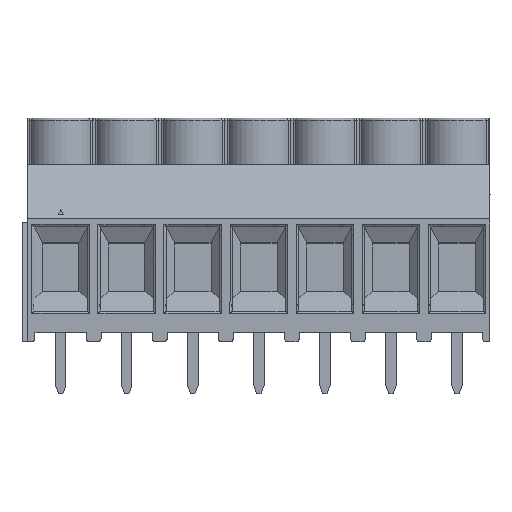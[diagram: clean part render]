
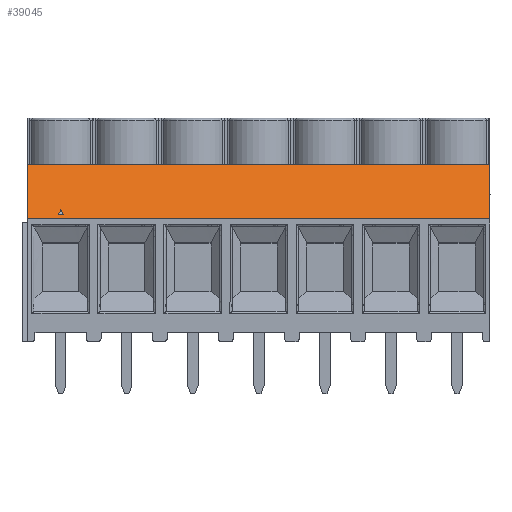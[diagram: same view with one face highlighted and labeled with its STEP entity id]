
A CAD part, top view. The second image highlights one B-rep face of the part: STEP entity #39045.
In plain terms, the highlighted planar face has unit normal (0, 0.454, 0.891).
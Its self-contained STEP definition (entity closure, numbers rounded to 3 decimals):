
#588 = ORIENTED_EDGE ( 'NONE', *, *, #21174, .F. ) ;
#1361 = LINE ( 'NONE', #2018, #2545 ) ;
#1928 = VERTEX_POINT ( 'NONE', #30588 ) ;
#2018 = CARTESIAN_POINT ( 'NONE',  ( 0., 17., 9.5 ) ) ;
#2030 = CARTESIAN_POINT ( 'NONE',  ( 3.175, 12.691, 11.696 ) ) ;
#2303 = ORIENTED_EDGE ( 'NONE', *, *, #15545, .F. ) ;
#2545 = VECTOR ( 'NONE', #27473, 1000. ) ;
#2675 = DIRECTION ( 'NONE',  ( -0.447, 0.797, -0.406 ) ) ;
#3413 = EDGE_CURVE ( 'NONE', #3612, #40076, #22499, .T. ) ;
#3418 = CARTESIAN_POINT ( 'NONE',  ( 2.925, 12.245, 11.923 ) ) ;
#3612 = VERTEX_POINT ( 'NONE', #9067 ) ;
#3728 = DIRECTION ( 'NONE',  ( 0., -0.454, -0.891 ) ) ;
#3789 = EDGE_CURVE ( 'NONE', #40076, #15347, #1361, .T. ) ;
#4336 = VECTOR ( 'NONE', #13367, 1000. ) ;
#5775 = VERTEX_POINT ( 'NONE', #13342 ) ;
#6344 = DIRECTION ( 'NONE',  ( -1., 0., 0. ) ) ;
#8353 = VERTEX_POINT ( 'NONE', #33563 ) ;
#9022 = DIRECTION ( 'NONE',  ( -0.447, -0.797, 0.406 ) ) ;
#9067 = CARTESIAN_POINT ( 'NONE',  ( 44.45, 17., 9.5 ) ) ;
#9789 = VECTOR ( 'NONE', #9022, 1000. ) ;
#10402 = DIRECTION ( 'NONE',  ( -1., 0., 0. ) ) ;
#12027 = VECTOR ( 'NONE', #22206, 1000. ) ;
#12632 = CARTESIAN_POINT ( 'NONE',  ( 0., 17., 9.5 ) ) ;
#13342 = CARTESIAN_POINT ( 'NONE',  ( 3.175, 12.691, 11.696 ) ) ;
#13367 = DIRECTION ( 'NONE',  ( 1., 0., 0. ) ) ;
#13867 = FACE_OUTER_BOUND ( 'NONE', #33028, .T. ) ;
#15347 = VERTEX_POINT ( 'NONE', #26314 ) ;
#15545 = EDGE_CURVE ( 'NONE', #3612, #37042, #15808, .T. ) ;
#15808 = LINE ( 'NONE', #35696, #12027 ) ;
#16555 = LINE ( 'NONE', #39375, #17460 ) ;
#17460 = VECTOR ( 'NONE', #10402, 1000. ) ;
#18086 = EDGE_LOOP ( 'NONE', ( #588, #25269, #37283 ) ) ;
#18206 = CARTESIAN_POINT ( 'NONE',  ( 44.45, 11.8, 12.15 ) ) ;
#19490 = ORIENTED_EDGE ( 'NONE', *, *, #3413, .T. ) ;
#20134 = VECTOR ( 'NONE', #6344, 1000. ) ;
#20748 = VECTOR ( 'NONE', #2675, 1000. ) ;
#21174 = EDGE_CURVE ( 'NONE', #1928, #5775, #31709, .T. ) ;
#22206 = DIRECTION ( 'NONE',  ( 0., -0.891, 0.454 ) ) ;
#22499 = LINE ( 'NONE', #35344, #20134 ) ;
#25269 = ORIENTED_EDGE ( 'NONE', *, *, #41462, .F. ) ;
#25843 = EDGE_CURVE ( 'NONE', #5775, #8353, #37800, .T. ) ;
#26014 = CARTESIAN_POINT ( 'NONE',  ( 3.425, 12.245, 11.923 ) ) ;
#26314 = CARTESIAN_POINT ( 'NONE',  ( 0., 11.8, 12.15 ) ) ;
#26509 = ORIENTED_EDGE ( 'NONE', *, *, #3789, .T. ) ;
#27473 = DIRECTION ( 'NONE',  ( 0., -0.891, 0.454 ) ) ;
#29782 = FACE_BOUND ( 'NONE', #18086, .T. ) ;
#30588 = CARTESIAN_POINT ( 'NONE',  ( 3.425, 12.245, 11.923 ) ) ;
#31709 = LINE ( 'NONE', #26014, #20748 ) ;
#32743 = PLANE ( 'NONE',  #40535 ) ;
#33028 = EDGE_LOOP ( 'NONE', ( #26509, #33118, #2303, #19490 ) ) ;
#33118 = ORIENTED_EDGE ( 'NONE', *, *, #35085, .F. ) ;
#33139 = CARTESIAN_POINT ( 'NONE',  ( 44.45, 17., 9.5 ) ) ;
#33563 = CARTESIAN_POINT ( 'NONE',  ( 2.925, 12.245, 11.923 ) ) ;
#35085 = EDGE_CURVE ( 'NONE', #37042, #15347, #16555, .T. ) ;
#35344 = CARTESIAN_POINT ( 'NONE',  ( 44.45, 17., 9.5 ) ) ;
#35696 = CARTESIAN_POINT ( 'NONE',  ( 44.45, 17., 9.5 ) ) ;
#35809 = LINE ( 'NONE', #3418, #4336 ) ;
#37042 = VERTEX_POINT ( 'NONE', #18206 ) ;
#37283 = ORIENTED_EDGE ( 'NONE', *, *, #25843, .F. ) ;
#37800 = LINE ( 'NONE', #2030, #9789 ) ;
#39045 = ADVANCED_FACE ( 'NONE', ( #29782, #13867 ), #32743, .F. ) ;
#39375 = CARTESIAN_POINT ( 'NONE',  ( 44.45, 11.8, 12.15 ) ) ;
#39663 = DIRECTION ( 'NONE',  ( 0., 0.891, -0.454 ) ) ;
#40076 = VERTEX_POINT ( 'NONE', #12632 ) ;
#40535 = AXIS2_PLACEMENT_3D ( 'NONE', #33139, #3728, #39663 ) ;
#41462 = EDGE_CURVE ( 'NONE', #8353, #1928, #35809, .T. ) ;
